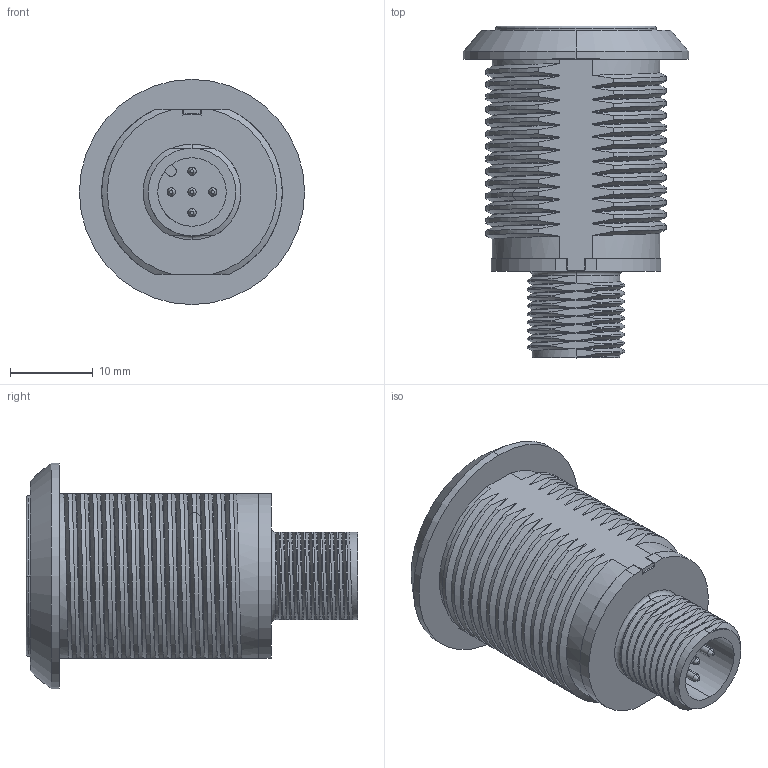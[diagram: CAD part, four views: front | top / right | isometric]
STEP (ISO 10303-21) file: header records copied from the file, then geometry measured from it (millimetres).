
FILE_DESCRIPTION((''),'2;1');
FILE_NAME('202738_ASM','2017-11-02T',('pdmadmin'),('BANNER ENGINEERING'),'CREO PARAMETRIC BY PTC INC, 2016260','CREO PARAMETRIC BY PTC INC, 2016260','');
FILE_SCHEMA(('CONFIG_CONTROL_DESIGN'));
Products named in the file (7): 200907; 200906; 200906_ASM; 200908; 159274; 200911_ASM; 202738_ASM
Assembly tree (10 placements, depth 3):
  202738_ASM
    200906_ASM
      200907
      200906
    200911_ASM
      200908
      159274  x5
Bounding box: 27.25 x 40.15 x 27.25 mm (x, y, z)
Volume: 5008.7 mm3; surface area: 7767.3 mm2
Topology: 8 solids, 8 shells, 436 faces, 1025 edges, 631 vertices
Faces by surface type: bspline 144, cylinder 116, plane 76, cone 54, torus 44, sphere 2
Entity records: 55000 total; most frequent: CARTESIAN_POINT 47852, ORIENTED_EDGE 1666, DIRECTION 1069, EDGE_CURVE 833, VERTEX_POINT 519, AXIS2_PLACEMENT_3D 395, B_SPLINE_CURVE_WITH_KNOTS 376, EDGE_LOOP 362
